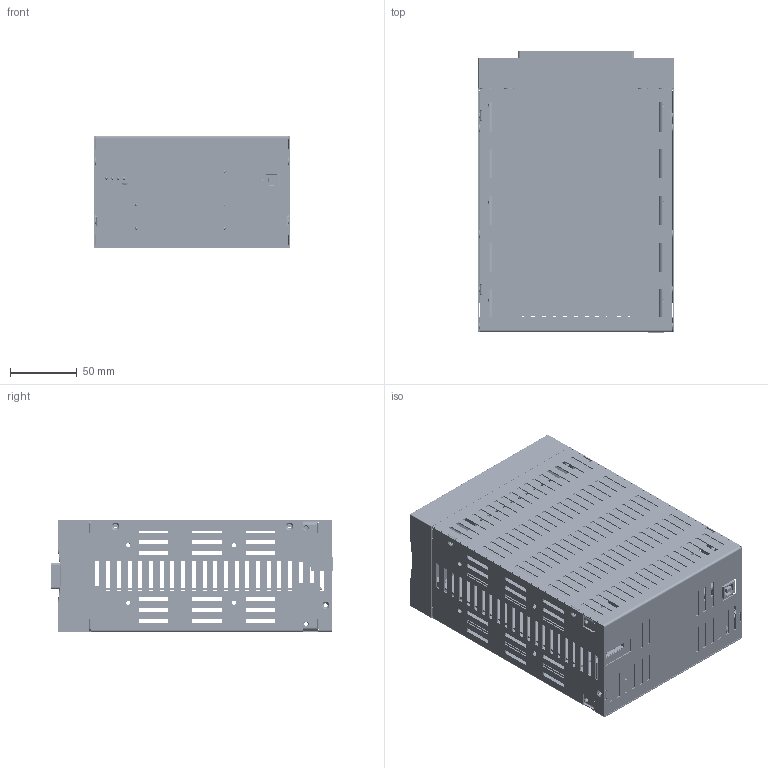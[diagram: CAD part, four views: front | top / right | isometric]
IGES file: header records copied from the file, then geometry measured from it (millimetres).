
Global section: file name: No Iges File Name specified; native system: Autodesk Inventor 2009; preprocessor: AutoDesk Inventor Iges Exporter R2009; author: Leonid Ciunel; date: 20090611.100020; units: millimetre
Bounding box: 146.3 x 210.17 x 84 mm (x, y, z)
Volume: 375029.4 mm3; surface area: 588409.4 mm2
Topology: 96 solids, 96 shells, 10832 faces, 29948 edges, 19264 vertices
Faces by surface type: plane 7759, bspline 2186, cylinder 395, revolution 234, torus 178, sphere 80
